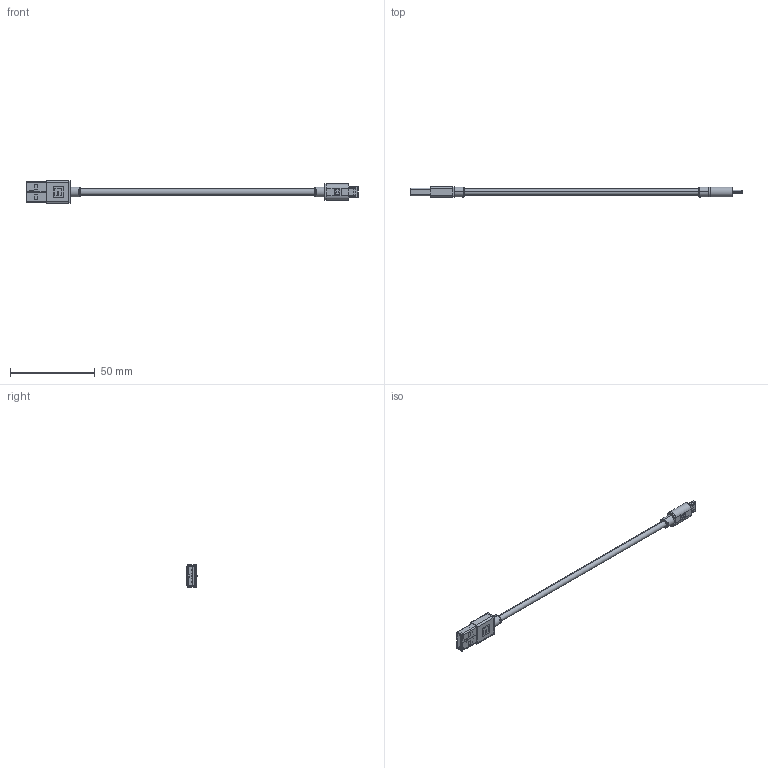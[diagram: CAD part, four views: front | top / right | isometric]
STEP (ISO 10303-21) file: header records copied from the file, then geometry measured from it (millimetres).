
FILE_DESCRIPTION (( 'STEP AP203' ), '1' );
FILE_NAME ('10-02331_revA.STEP', '2018-01-05T21:50:22', ( '' ), ( '' ), 'SwSTEP 2.0', 'SolidWorks 2015', '' );
FILE_SCHEMA (( 'CONFIG_CONTROL_DESIGN' ));
Length unit declared in the file: millimetre
Products named in the file (10): 55-00075; 24-00210; 55-00073; 50-00580; 50-00580 shell; 24-00218; 50-00574; 10-02331_revA; 50-00580 insulator; 30-00088_blunt cut
Assembly tree (9 placements, depth 3):
  10-02331_revA
    30-00088_blunt cut
    24-00218
    24-00210
    50-00574
    55-00073
    55-00075
    50-00580
      50-00580 shell
      50-00580 insulator
Bounding box: 195.5 x 5.93 x 13.5 mm (x, y, z)
Volume: 4091.8 mm3; surface area: 18111 mm2
Topology: 61 solids, 66 shells, 1383 faces, 3549 edges, 2343 vertices
Faces by surface type: plane 797, cylinder 394, bspline 80, cone 52, sphere 42, torus 18
Entity records: 46411 total; most frequent: CARTESIAN_POINT 11608, ORIENTED_EDGE 7098, DIRECTION 6761, EDGE_CURVE 3549, VERTEX_POINT 2343, AXIS2_PLACEMENT_3D 2254, LINE 2253, VECTOR 2253
